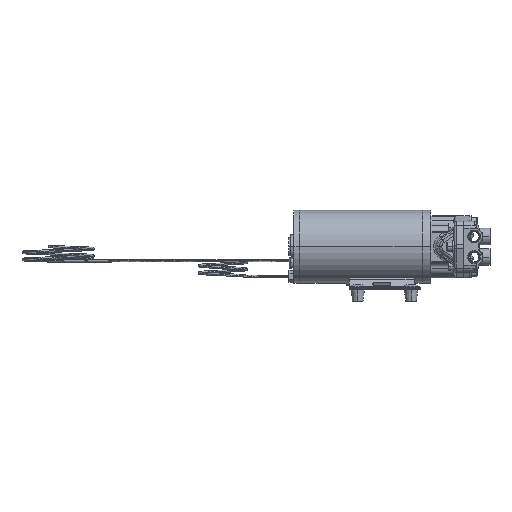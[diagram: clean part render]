
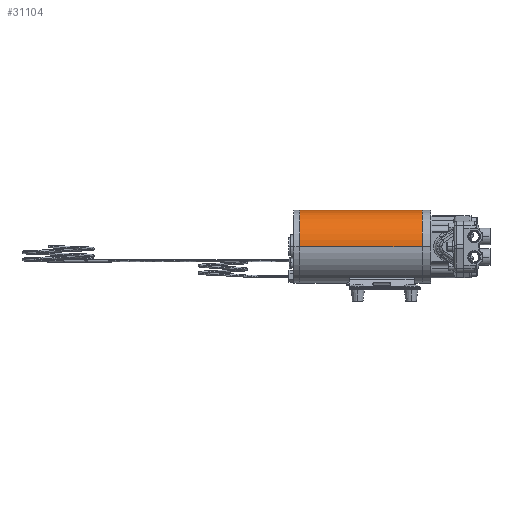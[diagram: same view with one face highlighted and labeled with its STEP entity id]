
A CAD part, top view. The second image highlights one B-rep face of the part: STEP entity #31104.
In plain terms, the highlighted cylindrical face has radius 38.989 mm (diameter 77.978 mm), a partial arc.
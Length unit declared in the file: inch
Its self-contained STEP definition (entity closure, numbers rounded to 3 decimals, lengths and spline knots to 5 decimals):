
#10030 = EDGE_CURVE ( 'NONE', #53572, #77963, #56349, .T. ) ;
#19166 = CARTESIAN_POINT ( 'NONE',  ( -5.53, 0., 0. ) ) ;
#19299 = CARTESIAN_POINT ( 'NONE',  ( -5.53, 0., 1.535 ) ) ;
#22761 = DIRECTION ( 'NONE',  ( 1., 0., 0. ) ) ;
#23068 = AXIS2_PLACEMENT_3D ( 'NONE', #83478, #22761, #93674 ) ;
#29291 = DIRECTION ( 'NONE',  ( 0., 0., -1. ) ) ;
#29737 = VECTOR ( 'NONE', #62979, 39.37008 ) ;
#31104 = ADVANCED_FACE ( 'NONE', ( #40888 ), #64721, .T. ) ;
#40888 = FACE_OUTER_BOUND ( 'NONE', #91422, .T. ) ;
#40906 = CARTESIAN_POINT ( 'NONE',  ( 1.01456, 0., 0. ) ) ;
#43358 = AXIS2_PLACEMENT_3D ( 'NONE', #40906, #62180, #122993 ) ;
#45228 = ORIENTED_EDGE ( 'NONE', *, *, #78234, .F. ) ;
#53572 = VERTEX_POINT ( 'NONE', #65060 ) ;
#56349 = LINE ( 'NONE', #115352, #110232 ) ;
#56833 = LINE ( 'NONE', #113116, #29737 ) ;
#61037 = ORIENTED_EDGE ( 'NONE', *, *, #88679, .T. ) ;
#61427 = CIRCLE ( 'NONE', #124933, 1.535 ) ;
#62180 = DIRECTION ( 'NONE',  ( 1., 0., 0. ) ) ;
#62979 = DIRECTION ( 'NONE',  ( 1., 0., 0. ) ) ;
#64721 = CYLINDRICAL_SURFACE ( 'NONE', #43358, 1.535 ) ;
#65060 = CARTESIAN_POINT ( 'NONE',  ( -5.53, 0., -1.535 ) ) ;
#66825 = EDGE_CURVE ( 'NONE', #75196, #128346, #56833, .T. ) ;
#75051 = ORIENTED_EDGE ( 'NONE', *, *, #66825, .T. ) ;
#75196 = VERTEX_POINT ( 'NONE', #19299 ) ;
#77963 = VERTEX_POINT ( 'NONE', #98657 ) ;
#78234 = EDGE_CURVE ( 'NONE', #77963, #128346, #117033, .T. ) ;
#81182 = ORIENTED_EDGE ( 'NONE', *, *, #10030, .F. ) ;
#83478 = CARTESIAN_POINT ( 'NONE',  ( -0.375, 0., 0. ) ) ;
#88679 = EDGE_CURVE ( 'NONE', #53572, #75196, #61427, .T. ) ;
#90107 = DIRECTION ( 'NONE',  ( 1., 0., 0. ) ) ;
#91422 = EDGE_LOOP ( 'NONE', ( #61037, #75051, #45228, #81182 ) ) ;
#93674 = DIRECTION ( 'NONE',  ( 0., 0., -1. ) ) ;
#98657 = CARTESIAN_POINT ( 'NONE',  ( -0.375, 0., -1.535 ) ) ;
#101279 = CARTESIAN_POINT ( 'NONE',  ( -0.375, 0., 1.535 ) ) ;
#102441 = DIRECTION ( 'NONE',  ( 1., 0., 0. ) ) ;
#110232 = VECTOR ( 'NONE', #102441, 39.37008 ) ;
#113116 = CARTESIAN_POINT ( 'NONE',  ( 1.01456, 0., 1.535 ) ) ;
#115352 = CARTESIAN_POINT ( 'NONE',  ( 1.01456, 0., -1.535 ) ) ;
#117033 = CIRCLE ( 'NONE', #23068, 1.535 ) ;
#122993 = DIRECTION ( 'NONE',  ( 0., 0., -1. ) ) ;
#124933 = AXIS2_PLACEMENT_3D ( 'NONE', #19166, #90107, #29291 ) ;
#128346 = VERTEX_POINT ( 'NONE', #101279 ) ;
